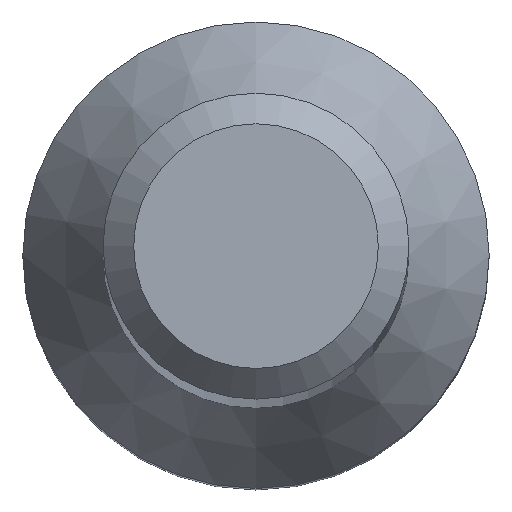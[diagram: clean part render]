
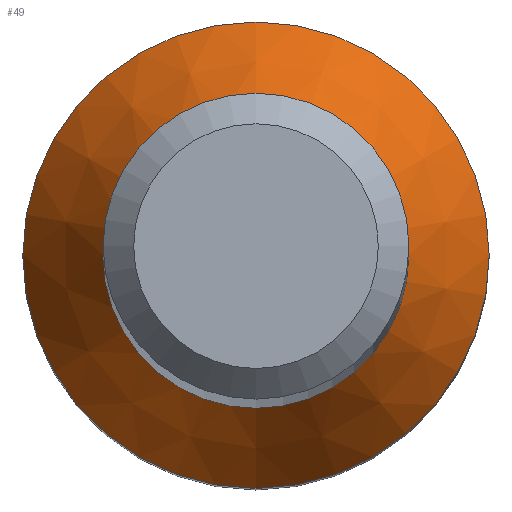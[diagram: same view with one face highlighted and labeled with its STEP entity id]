
A CAD part, top view. The second image highlights one B-rep face of the part: STEP entity #49.
In plain terms, the highlighted conical face has half-angle 30 degrees and reference radius 3.05 mm.
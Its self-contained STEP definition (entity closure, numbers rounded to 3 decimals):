
#12 = CARTESIAN_POINT ( 'NONE',  ( 0., 0., 12. ) ) ;
#16 = DIRECTION ( 'NONE',  ( 0., 1., 0. ) ) ;
#27 = CONICAL_SURFACE ( 'NONE', #221, 3.05, 0.524 ) ;
#29 = FACE_BOUND ( 'NONE', #161, .T. ) ;
#32 = AXIS2_PLACEMENT_3D ( 'NONE', #231, #66, #48 ) ;
#48 = DIRECTION ( 'NONE',  ( 0., 1., 0. ) ) ;
#49 = ADVANCED_FACE ( 'NONE', ( #29, #148 ), #27, .T. ) ;
#53 = DIRECTION ( 'NONE',  ( 0., 0., -1. ) ) ;
#66 = DIRECTION ( 'NONE',  ( 0., 0., -1. ) ) ;
#67 = CARTESIAN_POINT ( 'NONE',  ( 0., 0., 12. ) ) ;
#87 = VERTEX_POINT ( 'NONE', #138 ) ;
#119 = VERTEX_POINT ( 'NONE', #192 ) ;
#123 = DIRECTION ( 'NONE',  ( 0., 0., -1. ) ) ;
#130 = CIRCLE ( 'NONE', #216, 3.05 ) ;
#138 = CARTESIAN_POINT ( 'NONE',  ( 0., 3.05, 12. ) ) ;
#148 = FACE_OUTER_BOUND ( 'NONE', #242, .T. ) ;
#161 = EDGE_LOOP ( 'NONE', ( #226 ) ) ;
#165 = ORIENTED_EDGE ( 'NONE', *, *, #228, .F. ) ;
#187 = DIRECTION ( 'NONE',  ( 0., 1., 0. ) ) ;
#192 = CARTESIAN_POINT ( 'NONE',  ( 0., 2., 13.819 ) ) ;
#209 = EDGE_CURVE ( 'NONE', #119, #119, #243, .T. ) ;
#216 = AXIS2_PLACEMENT_3D ( 'NONE', #12, #123, #16 ) ;
#221 = AXIS2_PLACEMENT_3D ( 'NONE', #67, #53, #187 ) ;
#226 = ORIENTED_EDGE ( 'NONE', *, *, #209, .T. ) ;
#228 = EDGE_CURVE ( 'NONE', #87, #87, #130, .T. ) ;
#231 = CARTESIAN_POINT ( 'NONE',  ( 0., 0., 13.819 ) ) ;
#242 = EDGE_LOOP ( 'NONE', ( #165 ) ) ;
#243 = CIRCLE ( 'NONE', #32, 2. ) ;
